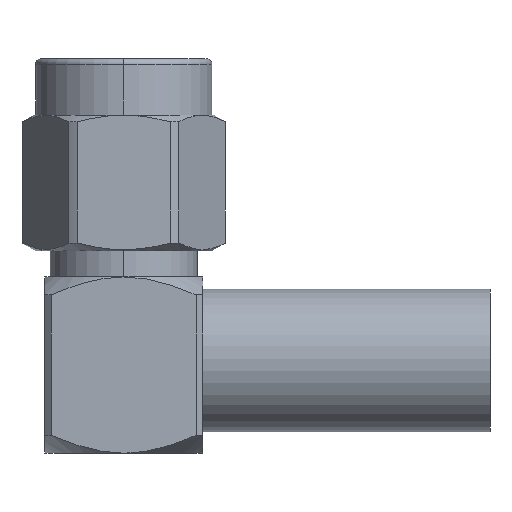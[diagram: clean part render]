
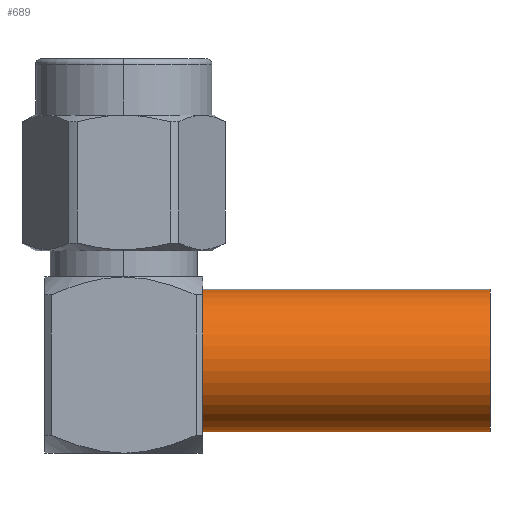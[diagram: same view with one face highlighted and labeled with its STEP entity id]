
A CAD part, left-side view. The second image highlights one B-rep face of the part: STEP entity #689.
In plain terms, the highlighted cylindrical face has radius 3.15 mm (diameter 6.3 mm), a partial arc.
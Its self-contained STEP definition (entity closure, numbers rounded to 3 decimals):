
#52 = VECTOR ( 'NONE', #4484, 1000. ) ;
#270 = CARTESIAN_POINT ( 'NONE',  ( 0., -3.5, 4.1 ) ) ;
#362 = VERTEX_POINT ( 'NONE', #4903 ) ;
#363 = LINE ( 'NONE', #3087, #52 ) ;
#409 = VERTEX_POINT ( 'NONE', #922 ) ;
#614 = DIRECTION ( 'NONE',  ( 0., 1., 0. ) ) ;
#689 = ADVANCED_FACE ( 'NONE', ( #5728 ), #5229, .T. ) ;
#922 = CARTESIAN_POINT ( 'NONE',  ( 0.469, -16.2, 0.985 ) ) ;
#1393 = AXIS2_PLACEMENT_3D ( 'NONE', #1986, #614, #2522 ) ;
#1420 = ORIENTED_EDGE ( 'NONE', *, *, #1974, .T. ) ;
#1462 = DIRECTION ( 'NONE',  ( 0., 1., 0. ) ) ;
#1734 = DIRECTION ( 'NONE',  ( 0., -1., 0. ) ) ;
#1974 = EDGE_CURVE ( 'NONE', #5310, #409, #363, .T. ) ;
#1986 = CARTESIAN_POINT ( 'NONE',  ( 0., -16.2, 4.1 ) ) ;
#2264 = AXIS2_PLACEMENT_3D ( 'NONE', #3267, #1462, #4637 ) ;
#2470 = DIRECTION ( 'NONE',  ( -0.149, 0., 0.989 ) ) ;
#2522 = DIRECTION ( 'NONE',  ( 0.149, 0., -0.989 ) ) ;
#2857 = CARTESIAN_POINT ( 'NONE',  ( -0.469, -16.2, 7.215 ) ) ;
#3026 = DIRECTION ( 'NONE',  ( 0., -1., 0. ) ) ;
#3087 = CARTESIAN_POINT ( 'NONE',  ( 0.469, -3.5, 0.985 ) ) ;
#3267 = CARTESIAN_POINT ( 'NONE',  ( 0., -3.5, 4.1 ) ) ;
#3754 = ORIENTED_EDGE ( 'NONE', *, *, #5695, .F. ) ;
#3834 = AXIS2_PLACEMENT_3D ( 'NONE', #270, #3026, #2470 ) ;
#3857 = VECTOR ( 'NONE', #1734, 1000. ) ;
#3873 = EDGE_LOOP ( 'NONE', ( #3754, #1420, #4623, #4830 ) ) ;
#3892 = CARTESIAN_POINT ( 'NONE',  ( 0.469, -3.5, 0.985 ) ) ;
#4334 = CIRCLE ( 'NONE', #1393, 3.15 ) ;
#4434 = CARTESIAN_POINT ( 'NONE',  ( -0.469, -3.5, 7.215 ) ) ;
#4484 = DIRECTION ( 'NONE',  ( 0., -1., 0. ) ) ;
#4533 = CIRCLE ( 'NONE', #2264, 3.15 ) ;
#4623 = ORIENTED_EDGE ( 'NONE', *, *, #4721, .T. ) ;
#4637 = DIRECTION ( 'NONE',  ( 0.149, 0., -0.989 ) ) ;
#4721 = EDGE_CURVE ( 'NONE', #409, #5750, #4334, .T. ) ;
#4830 = ORIENTED_EDGE ( 'NONE', *, *, #5874, .F. ) ;
#4903 = CARTESIAN_POINT ( 'NONE',  ( -0.469, -3.5, 7.215 ) ) ;
#5229 = CYLINDRICAL_SURFACE ( 'NONE', #3834, 3.15 ) ;
#5310 = VERTEX_POINT ( 'NONE', #3892 ) ;
#5357 = LINE ( 'NONE', #4434, #3857 ) ;
#5695 = EDGE_CURVE ( 'NONE', #5310, #362, #4533, .T. ) ;
#5728 = FACE_OUTER_BOUND ( 'NONE', #3873, .T. ) ;
#5750 = VERTEX_POINT ( 'NONE', #2857 ) ;
#5874 = EDGE_CURVE ( 'NONE', #362, #5750, #5357, .T. ) ;
